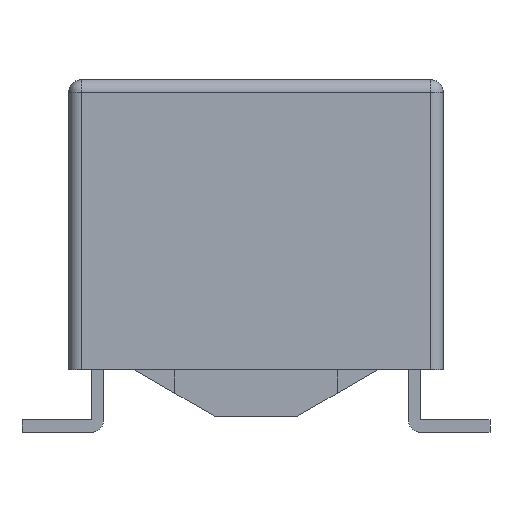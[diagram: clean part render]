
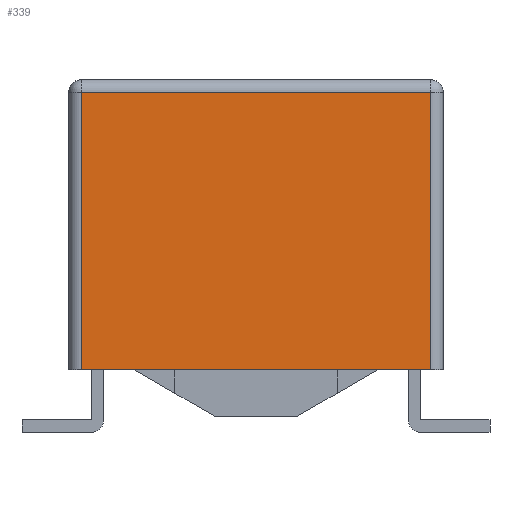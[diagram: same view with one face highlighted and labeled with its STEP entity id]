
A CAD part, left-side view. The second image highlights one B-rep face of the part: STEP entity #339.
In plain terms, the highlighted planar face has unit normal (-1, 0, 0).
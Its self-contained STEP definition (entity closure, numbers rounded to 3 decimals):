
#339=ADVANCED_FACE('',(#14199),#14201,.T.);
#14199=FACE_BOUND('',#14200,.T.);
#14200=EDGE_LOOP('',(#25083,#25084,#25085,#25086));
#14201=PLANE('',#14202);
#14202=AXIS2_PLACEMENT_3D('',#14203,#14204,#14205);
#14203=CARTESIAN_POINT('',(-5.,3.,1.));
#14204=DIRECTION('',(-1.,0.,0.));
#14205=DIRECTION('',(0.,-1.,0.));
#25083=ORIENTED_EDGE('',*,*,#33794,.F.);
#25084=ORIENTED_EDGE('',*,*,#33795,.F.);
#25085=ORIENTED_EDGE('',*,*,#33770,.T.);
#25086=ORIENTED_EDGE('',*,*,#33793,.T.);
#33770=EDGE_CURVE('',#38198,#38196,#38199,.T.);
#33793=EDGE_CURVE('',#38196,#38237,#38239,.T.);
#33794=EDGE_CURVE('',#38240,#38237,#38241,.T.);
#33795=EDGE_CURVE('',#38198,#38240,#38242,.T.);
#38196=VERTEX_POINT('',#45619);
#38198=VERTEX_POINT('',#45624);
#38199=LINE('',#45625,#45626);
#38237=VERTEX_POINT('',#45714);
#38239=LINE('',#45719,#45720);
#38240=VERTEX_POINT('',#45722);
#38241=LINE('',#45723,#45724);
#38242=LINE('',#45726,#45727);
#45619=CARTESIAN_POINT('',(-5.,-2.8,1.));
#45624=CARTESIAN_POINT('',(-5.,2.8,1.));
#45625=CARTESIAN_POINT('',(-5.,2.8,1.));
#45626=VECTOR('',#45627,1.);
#45627=DIRECTION('',(0.,-1.,0.));
#45714=CARTESIAN_POINT('',(-5.,-2.8,5.45));
#45719=CARTESIAN_POINT('',(-5.,-2.8,1.));
#45720=VECTOR('',#45721,1.);
#45721=DIRECTION('',(0.,0.,1.));
#45722=CARTESIAN_POINT('',(-5.,2.8,5.45));
#45723=CARTESIAN_POINT('',(-5.,2.8,5.45));
#45724=VECTOR('',#45725,1.);
#45725=DIRECTION('',(0.,-1.,0.));
#45726=CARTESIAN_POINT('',(-5.,2.8,1.));
#45727=VECTOR('',#45728,1.);
#45728=DIRECTION('',(0.,0.,1.));
